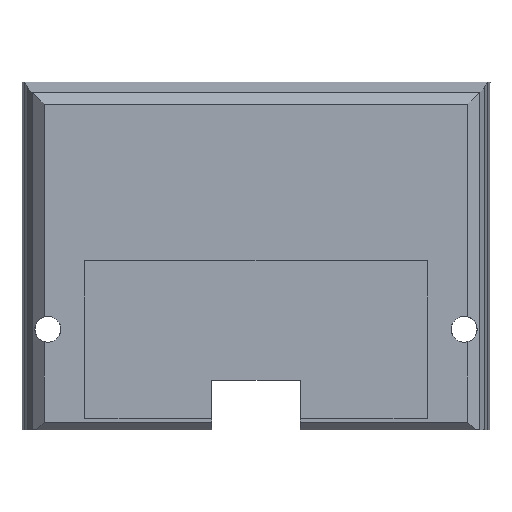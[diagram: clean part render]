
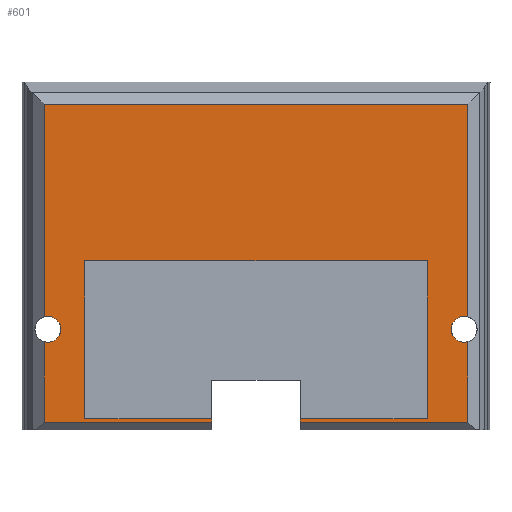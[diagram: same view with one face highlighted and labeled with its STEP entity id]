
A CAD part, top view. The second image highlights one B-rep face of the part: STEP entity #601.
In plain terms, the highlighted planar face has unit normal (0, 0, 1).
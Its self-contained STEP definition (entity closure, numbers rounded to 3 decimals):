
#18=CIRCLE('',#657,1.75);
#19=CIRCLE('',#658,1.75);
#40=FACE_OUTER_BOUND('',#68,.T.);
#68=EDGE_LOOP('',(#444,#445,#446,#447,#448,#449,#450,#451,#452,#453,#454,
#455,#456,#457,#458,#459));
#114=LINE('',#886,#188);
#115=LINE('',#892,#189);
#118=LINE('',#897,#192);
#121=LINE('',#904,#195);
#122=LINE('',#909,#196);
#126=LINE('',#918,#200);
#128=LINE('',#924,#202);
#129=LINE('',#926,#203);
#130=LINE('',#928,#204);
#131=LINE('',#930,#205);
#132=LINE('',#932,#206);
#133=LINE('',#934,#207);
#134=LINE('',#936,#208);
#135=LINE('',#937,#209);
#188=VECTOR('',#726,10.);
#189=VECTOR('',#731,10.);
#192=VECTOR('',#736,10.);
#195=VECTOR('',#741,10.);
#196=VECTOR('',#746,10.);
#200=VECTOR('',#754,10.);
#202=VECTOR('',#762,10.);
#203=VECTOR('',#763,10.);
#204=VECTOR('',#764,10.);
#205=VECTOR('',#765,10.);
#206=VECTOR('',#766,10.);
#207=VECTOR('',#767,10.);
#208=VECTOR('',#768,10.);
#209=VECTOR('',#769,10.);
#253=VERTEX_POINT('',#883);
#254=VERTEX_POINT('',#885);
#256=VERTEX_POINT('',#889);
#257=VERTEX_POINT('',#891);
#258=VERTEX_POINT('',#895);
#260=VERTEX_POINT('',#901);
#261=VERTEX_POINT('',#903);
#263=VERTEX_POINT('',#907);
#266=VERTEX_POINT('',#917);
#267=VERTEX_POINT('',#923);
#268=VERTEX_POINT('',#925);
#269=VERTEX_POINT('',#927);
#270=VERTEX_POINT('',#929);
#271=VERTEX_POINT('',#931);
#272=VERTEX_POINT('',#933);
#273=VERTEX_POINT('',#935);
#316=EDGE_CURVE('',#253,#254,#114,.T.);
#319=EDGE_CURVE('',#256,#257,#115,.T.);
#322=EDGE_CURVE('',#258,#253,#118,.T.);
#325=EDGE_CURVE('',#260,#261,#121,.T.);
#328=EDGE_CURVE('',#263,#258,#122,.T.);
#332=EDGE_CURVE('',#257,#266,#126,.T.);
#334=EDGE_CURVE('',#256,#254,#18,.T.);
#335=EDGE_CURVE('',#263,#261,#19,.T.);
#336=EDGE_CURVE('',#267,#260,#128,.T.);
#337=EDGE_CURVE('',#267,#268,#129,.T.);
#338=EDGE_CURVE('',#268,#269,#130,.T.);
#339=EDGE_CURVE('',#269,#270,#131,.T.);
#340=EDGE_CURVE('',#270,#271,#132,.T.);
#341=EDGE_CURVE('',#271,#272,#133,.T.);
#342=EDGE_CURVE('',#272,#273,#134,.T.);
#343=EDGE_CURVE('',#273,#266,#135,.T.);
#444=ORIENTED_EDGE('',*,*,#332,.F.);
#445=ORIENTED_EDGE('',*,*,#319,.F.);
#446=ORIENTED_EDGE('',*,*,#334,.T.);
#447=ORIENTED_EDGE('',*,*,#316,.F.);
#448=ORIENTED_EDGE('',*,*,#322,.F.);
#449=ORIENTED_EDGE('',*,*,#328,.F.);
#450=ORIENTED_EDGE('',*,*,#335,.T.);
#451=ORIENTED_EDGE('',*,*,#325,.F.);
#452=ORIENTED_EDGE('',*,*,#336,.F.);
#453=ORIENTED_EDGE('',*,*,#337,.T.);
#454=ORIENTED_EDGE('',*,*,#338,.T.);
#455=ORIENTED_EDGE('',*,*,#339,.T.);
#456=ORIENTED_EDGE('',*,*,#340,.T.);
#457=ORIENTED_EDGE('',*,*,#341,.T.);
#458=ORIENTED_EDGE('',*,*,#342,.T.);
#459=ORIENTED_EDGE('',*,*,#343,.T.);
#546=PLANE('',#656);
#601=ADVANCED_FACE('',(#40),#546,.T.);
#656=AXIS2_PLACEMENT_3D('',#920,#756,#757);
#657=AXIS2_PLACEMENT_3D('',#921,#758,#759);
#658=AXIS2_PLACEMENT_3D('',#922,#760,#761);
#726=DIRECTION('',(0.,-1.,0.));
#731=DIRECTION('',(0.,-1.,0.));
#736=DIRECTION('',(1.,0.,0.));
#741=DIRECTION('',(0.,1.,0.));
#746=DIRECTION('',(0.,1.,0.));
#754=DIRECTION('',(-1.,0.,0.));
#756=DIRECTION('center_axis',(0.,0.,1.));
#757=DIRECTION('ref_axis',(1.,0.,0.));
#758=DIRECTION('center_axis',(0.,0.,-1.));
#759=DIRECTION('ref_axis',(-1.,0.,0.));
#760=DIRECTION('center_axis',(0.,0.,-1.));
#761=DIRECTION('ref_axis',(-1.,0.,0.));
#762=DIRECTION('',(-1.,0.,0.));
#763=DIRECTION('',(0.,1.,0.));
#764=DIRECTION('',(-1.,0.,0.));
#765=DIRECTION('',(0.,1.,0.));
#766=DIRECTION('',(1.,0.,0.));
#767=DIRECTION('',(0.,-1.,0.));
#768=DIRECTION('',(-1.,0.,0.));
#769=DIRECTION('',(0.,-1.,0.));
#883=CARTESIAN_POINT('',(58.7,-3.,9.));
#885=CARTESIAN_POINT('',(58.7,-31.823,9.));
#886=CARTESIAN_POINT('',(58.7,-30.28,9.));
#889=CARTESIAN_POINT('',(58.7,-35.177,9.));
#891=CARTESIAN_POINT('',(58.7,-46.12,9.));
#892=CARTESIAN_POINT('',(58.7,-30.28,9.));
#895=CARTESIAN_POINT('',(1.3,-3.,9.));
#897=CARTESIAN_POINT('',(14.15,-3.,9.));
#901=CARTESIAN_POINT('',(1.3,-46.12,9.));
#903=CARTESIAN_POINT('',(1.3,-35.177,9.));
#904=CARTESIAN_POINT('',(1.3,-30.28,9.));
#907=CARTESIAN_POINT('',(1.3,-31.823,9.));
#909=CARTESIAN_POINT('',(1.3,-30.28,9.));
#917=CARTESIAN_POINT('',(36.,-46.12,9.));
#918=CARTESIAN_POINT('',(33.,-46.12,9.));
#920=CARTESIAN_POINT('Origin',(30.,-23.56,9.));
#921=CARTESIAN_POINT('Origin',(58.2,-33.5,9.));
#922=CARTESIAN_POINT('Origin',(1.8,-33.5,9.));
#923=CARTESIAN_POINT('',(24.,-46.12,9.));
#924=CARTESIAN_POINT('',(17.65,-46.12,9.));
#925=CARTESIAN_POINT('',(24.,-45.62,9.));
#926=CARTESIAN_POINT('',(24.,-47.12,9.));
#927=CARTESIAN_POINT('',(6.8,-45.62,9.));
#928=CARTESIAN_POINT('',(24.,-45.62,9.));
#929=CARTESIAN_POINT('',(6.8,-24.22,9.));
#930=CARTESIAN_POINT('',(6.8,-45.62,9.));
#931=CARTESIAN_POINT('',(53.2,-24.22,9.));
#932=CARTESIAN_POINT('',(6.8,-24.22,9.));
#933=CARTESIAN_POINT('',(53.2,-45.62,9.));
#934=CARTESIAN_POINT('',(53.2,-24.22,9.));
#935=CARTESIAN_POINT('',(36.,-45.62,9.));
#936=CARTESIAN_POINT('',(53.2,-45.62,9.));
#937=CARTESIAN_POINT('',(36.,-45.62,9.));
